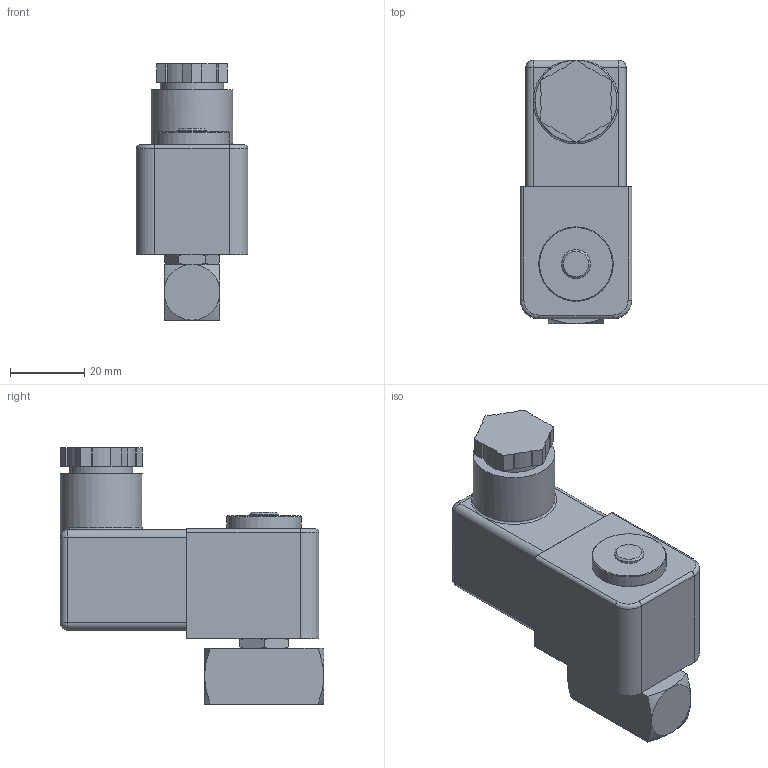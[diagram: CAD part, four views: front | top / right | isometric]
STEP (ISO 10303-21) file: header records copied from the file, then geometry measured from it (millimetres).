
FILE_DESCRIPTION(/* description */ ('3/2 direktgest. Magnetventil'),/* implementation_level */ '2;1');
FILE_NAME(/* name */ '072.000206_A7231-1002-.182.stp',/* time_stamp */ '2018-05-22T14:30:49+02:00',/* author */ ('EFast'),/* organization */ (''),/* preprocessor_version */ 'ST-DEVELOPER v16.1',/* originating_system */ 'Autodesk Inventor 2016',/* authorisation */ '');
FILE_SCHEMA (('AUTOMOTIVE_DESIGN { 1 0 10303 214 3 1 1 }'));
Length unit declared in the file: millimetre
Products named in the file (1): 88-001674
Bounding box: 30 x 70.8 x 68.89 mm (x, y, z)
Volume: 72048.5 mm3; surface area: 13417.1 mm2
Topology: 1 solids, 1 shells, 112 faces, 280 edges, 172 vertices
Faces by surface type: plane 55, cylinder 25, cone 23, sphere 4, torus 3, bspline 2
Full cylindrical faces by diameter (mm): 7.8 x1, 10.7 x1, 17 x1, 20 x1, 22 x1
Entity records: 3289 total; most frequent: CARTESIAN_POINT 751, ORIENTED_EDGE 526, DIRECTION 519, EDGE_CURVE 263, AXIS2_PLACEMENT_3D 189, VERTEX_POINT 169, LINE 141, VECTOR 141
